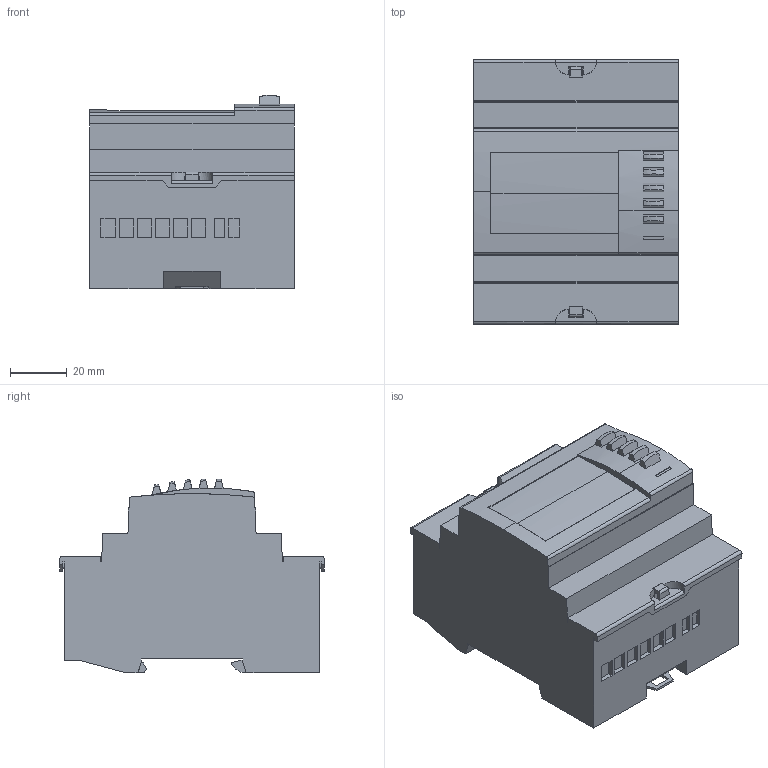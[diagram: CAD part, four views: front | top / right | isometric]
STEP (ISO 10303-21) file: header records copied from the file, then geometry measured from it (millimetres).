
FILE_DESCRIPTION (( 'STEP AP214' ), '1' );
FILE_NAME ('4825U011.step', '2018-06-04T13:00:25', ( '' ), ( '' ), 'SwSTEP 2.0', 'SolidWorks 2017', '' );
FILE_SCHEMA (( 'AUTOMOTIVE_DESIGN' ));
Length unit declared in the file: inch
Products named in the file (1): 4825U011
Bounding box: 72 x 93 x 68.16 mm (x, y, z)
Volume: 326911.2 mm3; surface area: 36593.8 mm2
Topology: 1 solids, 21 shells, 532 faces, 1348 edges, 888 vertices
Faces by surface type: plane 373, cylinder 128, cone 21, bspline 10
Entity records: 23389 total; most frequent: CARTESIAN_POINT 3516, ORIENTED_EDGE 2696, DIRECTION 2633, EDGE_CURVE 1348, LINE 927, VECTOR 927, VERTEX_POINT 888, AXIS2_PLACEMENT_3D 853
